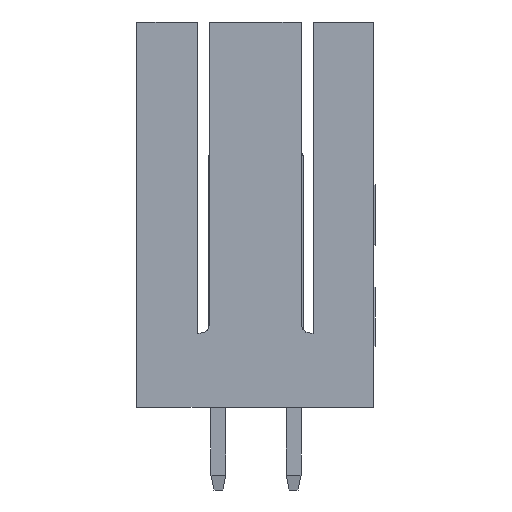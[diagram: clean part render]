
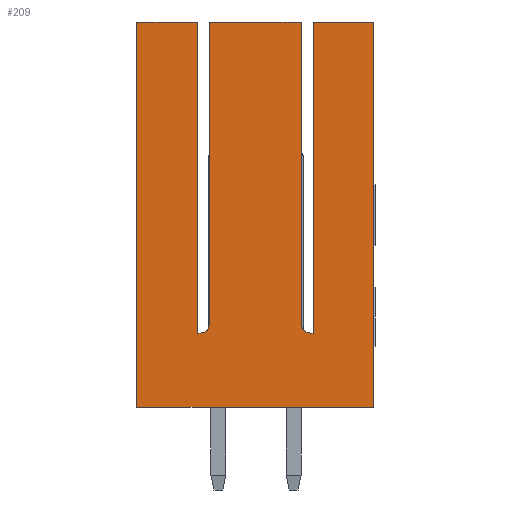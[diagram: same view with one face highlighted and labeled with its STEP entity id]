
A CAD part, left-side view. The second image highlights one B-rep face of the part: STEP entity #209.
In plain terms, the highlighted planar face has unit normal (-1, 0, 0).
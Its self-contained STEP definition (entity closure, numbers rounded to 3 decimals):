
#30=CARTESIAN_POINT('',(-16.41,0.025,0.));
#31=DIRECTION('',(0.,-1.,0.));
#32=DIRECTION('',(-1.,0.,0.));
#33=AXIS2_PLACEMENT_3D('',#30,#32,#31);
#34=PLANE('',#33);
#35=CARTESIAN_POINT('',(-16.41,1.875,-4.));
#36=VERTEX_POINT('',#35);
#37=CARTESIAN_POINT('',(-16.41,1.975,-4.));
#38=VERTEX_POINT('',#37);
#39=CARTESIAN_POINT('',(-16.41,1.875,-4.));
#40=CARTESIAN_POINT('',(-16.41,1.895,-4.));
#41=CARTESIAN_POINT('',(-16.41,1.915,-4.));
#42=CARTESIAN_POINT('',(-16.41,1.935,-4.));
#43=CARTESIAN_POINT('',(-16.41,1.955,-4.));
#44=CARTESIAN_POINT('',(-16.41,1.975,-4.));
#45=B_SPLINE_CURVE_WITH_KNOTS('',5,(#39,#40,#41,#42,#43,#44),.UNSPECIFIED.,.F.,.U.,(6,6),(0.,0.1),.UNSPECIFIED.);
#46=EDGE_CURVE('',#36,#38,#45,.T.);
#47=ORIENTED_EDGE('',*,*,#46,.T.);
#48=CARTESIAN_POINT('',(-16.41,1.975,6.5));
#49=VERTEX_POINT('',#48);
#50=CARTESIAN_POINT('',(-16.41,1.975,-4.));
#51=CARTESIAN_POINT('',(-16.41,1.975,-1.9));
#52=CARTESIAN_POINT('',(-16.41,1.975,0.2));
#53=CARTESIAN_POINT('',(-16.41,1.975,2.3));
#54=CARTESIAN_POINT('',(-16.41,1.975,4.4));
#55=CARTESIAN_POINT('',(-16.41,1.975,6.5));
#56=B_SPLINE_CURVE_WITH_KNOTS('',5,(#50,#51,#52,#53,#54,#55),.UNSPECIFIED.,.F.,.U.,(6,6),(0.,10.5),.UNSPECIFIED.);
#57=EDGE_CURVE('',#38,#49,#56,.T.);
#58=ORIENTED_EDGE('',*,*,#57,.T.);
#59=CARTESIAN_POINT('',(-16.41,4.025,6.5));
#60=VERTEX_POINT('',#59);
#61=CARTESIAN_POINT('',(-16.41,1.975,6.5));
#62=CARTESIAN_POINT('',(-16.41,2.385,6.5));
#63=CARTESIAN_POINT('',(-16.41,2.795,6.5));
#64=CARTESIAN_POINT('',(-16.41,3.205,6.5));
#65=CARTESIAN_POINT('',(-16.41,3.615,6.5));
#66=CARTESIAN_POINT('',(-16.41,4.025,6.5));
#67=B_SPLINE_CURVE_WITH_KNOTS('',5,(#61,#62,#63,#64,#65,#66),.UNSPECIFIED.,.F.,.U.,(6,6),(0.,2.05),.UNSPECIFIED.);
#68=EDGE_CURVE('',#49,#60,#67,.T.);
#69=ORIENTED_EDGE('',*,*,#68,.T.);
#70=CARTESIAN_POINT('',(-16.41,4.025,-6.5));
#71=VERTEX_POINT('',#70);
#72=CARTESIAN_POINT('',(-16.41,4.025,6.5));
#73=CARTESIAN_POINT('',(-16.41,4.025,3.9));
#74=CARTESIAN_POINT('',(-16.41,4.025,1.3));
#75=CARTESIAN_POINT('',(-16.41,4.025,-1.3));
#76=CARTESIAN_POINT('',(-16.41,4.025,-3.9));
#77=CARTESIAN_POINT('',(-16.41,4.025,-6.5));
#78=B_SPLINE_CURVE_WITH_KNOTS('',5,(#72,#73,#74,#75,#76,#77),.UNSPECIFIED.,.F.,.U.,(6,6),(0.,13.),.UNSPECIFIED.);
#79=EDGE_CURVE('',#60,#71,#78,.T.);
#80=ORIENTED_EDGE('',*,*,#79,.T.);
#81=CARTESIAN_POINT('',(-16.41,-3.975,-6.5));
#82=VERTEX_POINT('',#81);
#83=CARTESIAN_POINT('',(-16.41,4.025,-6.5));
#84=CARTESIAN_POINT('',(-16.41,2.425,-6.5));
#85=CARTESIAN_POINT('',(-16.41,0.825,-6.5));
#86=CARTESIAN_POINT('',(-16.41,-0.775,-6.5));
#87=CARTESIAN_POINT('',(-16.41,-2.375,-6.5));
#88=CARTESIAN_POINT('',(-16.41,-3.975,-6.5));
#89=B_SPLINE_CURVE_WITH_KNOTS('',5,(#83,#84,#85,#86,#87,#88),.UNSPECIFIED.,.F.,.U.,(6,6),(0.,8.),.UNSPECIFIED.);
#90=EDGE_CURVE('',#71,#82,#89,.T.);
#91=ORIENTED_EDGE('',*,*,#90,.T.);
#92=CARTESIAN_POINT('',(-16.41,-3.975,6.5));
#93=VERTEX_POINT('',#92);
#94=CARTESIAN_POINT('',(-16.41,-3.975,-6.5));
#95=CARTESIAN_POINT('',(-16.41,-3.975,-3.9));
#96=CARTESIAN_POINT('',(-16.41,-3.975,-1.3));
#97=CARTESIAN_POINT('',(-16.41,-3.975,1.3));
#98=CARTESIAN_POINT('',(-16.41,-3.975,3.9));
#99=CARTESIAN_POINT('',(-16.41,-3.975,6.5));
#100=B_SPLINE_CURVE_WITH_KNOTS('',5,(#94,#95,#96,#97,#98,#99),.UNSPECIFIED.,.F.,.U.,(6,6),(0.,13.),.UNSPECIFIED.);
#101=EDGE_CURVE('',#82,#93,#100,.T.);
#102=ORIENTED_EDGE('',*,*,#101,.T.);
#103=CARTESIAN_POINT('',(-16.41,-1.925,6.5));
#104=VERTEX_POINT('',#103);
#105=CARTESIAN_POINT('',(-16.41,-3.975,6.5));
#106=CARTESIAN_POINT('',(-16.41,-3.565,6.5));
#107=CARTESIAN_POINT('',(-16.41,-3.155,6.5));
#108=CARTESIAN_POINT('',(-16.41,-2.745,6.5));
#109=CARTESIAN_POINT('',(-16.41,-2.335,6.5));
#110=CARTESIAN_POINT('',(-16.41,-1.925,6.5));
#111=B_SPLINE_CURVE_WITH_KNOTS('',5,(#105,#106,#107,#108,#109,#110),.UNSPECIFIED.,.F.,.U.,(6,6),(0.,2.05),.UNSPECIFIED.);
#112=EDGE_CURVE('',#93,#104,#111,.T.);
#113=ORIENTED_EDGE('',*,*,#112,.T.);
#114=CARTESIAN_POINT('',(-16.41,-1.925,-4.));
#115=VERTEX_POINT('',#114);
#116=CARTESIAN_POINT('',(-16.41,-1.925,6.5));
#117=CARTESIAN_POINT('',(-16.41,-1.925,4.4));
#118=CARTESIAN_POINT('',(-16.41,-1.925,2.3));
#119=CARTESIAN_POINT('',(-16.41,-1.925,0.2));
#120=CARTESIAN_POINT('',(-16.41,-1.925,-1.9));
#121=CARTESIAN_POINT('',(-16.41,-1.925,-4.));
#122=B_SPLINE_CURVE_WITH_KNOTS('',5,(#116,#117,#118,#119,#120,#121),.UNSPECIFIED.,.F.,.U.,(6,6),(0.,10.5),.UNSPECIFIED.);
#123=EDGE_CURVE('',#104,#115,#122,.T.);
#124=ORIENTED_EDGE('',*,*,#123,.T.);
#125=CARTESIAN_POINT('',(-16.41,-1.825,-4.));
#126=VERTEX_POINT('',#125);
#127=CARTESIAN_POINT('',(-16.41,-1.925,-4.));
#128=CARTESIAN_POINT('',(-16.41,-1.905,-4.));
#129=CARTESIAN_POINT('',(-16.41,-1.885,-4.));
#130=CARTESIAN_POINT('',(-16.41,-1.865,-4.));
#131=CARTESIAN_POINT('',(-16.41,-1.845,-4.));
#132=CARTESIAN_POINT('',(-16.41,-1.825,-4.));
#133=B_SPLINE_CURVE_WITH_KNOTS('',5,(#127,#128,#129,#130,#131,#132),.UNSPECIFIED.,.F.,.U.,(6,6),(0.,0.1),.UNSPECIFIED.);
#134=EDGE_CURVE('',#115,#126,#133,.T.);
#135=ORIENTED_EDGE('',*,*,#134,.T.);
#136=CARTESIAN_POINT('',(-16.41,-1.525,-3.7));
#137=VERTEX_POINT('',#136);
#138=CARTESIAN_POINT('',(-16.41,-1.825,-4.));
#139=CARTESIAN_POINT('',(-16.41,-1.801,-4.));
#140=CARTESIAN_POINT('',(-16.41,-1.778,-3.998));
#141=CARTESIAN_POINT('',(-16.41,-1.755,-3.993));
#142=CARTESIAN_POINT('',(-16.41,-1.709,-3.979));
#143=CARTESIAN_POINT('',(-16.41,-1.668,-3.957));
#144=CARTESIAN_POINT('',(-16.41,-1.648,-3.944));
#145=CARTESIAN_POINT('',(-16.41,-1.611,-3.914));
#146=CARTESIAN_POINT('',(-16.41,-1.581,-3.877));
#147=CARTESIAN_POINT('',(-16.41,-1.568,-3.857));
#148=CARTESIAN_POINT('',(-16.41,-1.546,-3.816));
#149=CARTESIAN_POINT('',(-16.41,-1.532,-3.77));
#150=CARTESIAN_POINT('',(-16.41,-1.527,-3.747));
#151=CARTESIAN_POINT('',(-16.41,-1.525,-3.724));
#152=CARTESIAN_POINT('',(-16.41,-1.525,-3.7));
#153=B_SPLINE_CURVE_WITH_KNOTS('',5,(#138,#139,#140,#141,#142,#143,#144,#145,#146,#147,#148,#149,#150,#151,#152),.UNSPECIFIED.,.F.,.U.,(6,3,3,3,6),(0.,0.393,0.785,1.178,1.571),.UNSPECIFIED.);
#154=EDGE_CURVE('',#126,#137,#153,.T.);
#155=ORIENTED_EDGE('',*,*,#154,.T.);
#156=CARTESIAN_POINT('',(-16.41,-1.525,6.5));
#157=VERTEX_POINT('',#156);
#158=CARTESIAN_POINT('',(-16.41,-1.525,-3.7));
#159=CARTESIAN_POINT('',(-16.41,-1.525,-1.66));
#160=CARTESIAN_POINT('',(-16.41,-1.525,0.38));
#161=CARTESIAN_POINT('',(-16.41,-1.525,2.42));
#162=CARTESIAN_POINT('',(-16.41,-1.525,4.46));
#163=CARTESIAN_POINT('',(-16.41,-1.525,6.5));
#164=B_SPLINE_CURVE_WITH_KNOTS('',5,(#158,#159,#160,#161,#162,#163),.UNSPECIFIED.,.F.,.U.,(6,6),(0.,10.2),.UNSPECIFIED.);
#165=EDGE_CURVE('',#137,#157,#164,.T.);
#166=ORIENTED_EDGE('',*,*,#165,.T.);
#167=CARTESIAN_POINT('',(-16.41,1.575,6.5));
#168=VERTEX_POINT('',#167);
#169=CARTESIAN_POINT('',(-16.41,-1.525,6.5));
#170=CARTESIAN_POINT('',(-16.41,-0.905,6.5));
#171=CARTESIAN_POINT('',(-16.41,-0.285,6.5));
#172=CARTESIAN_POINT('',(-16.41,0.335,6.5));
#173=CARTESIAN_POINT('',(-16.41,0.955,6.5));
#174=CARTESIAN_POINT('',(-16.41,1.575,6.5));
#175=B_SPLINE_CURVE_WITH_KNOTS('',5,(#169,#170,#171,#172,#173,#174),.UNSPECIFIED.,.F.,.U.,(6,6),(0.,3.1),.UNSPECIFIED.);
#176=EDGE_CURVE('',#157,#168,#175,.T.);
#177=ORIENTED_EDGE('',*,*,#176,.T.);
#178=CARTESIAN_POINT('',(-16.41,1.575,-3.7));
#179=VERTEX_POINT('',#178);
#180=CARTESIAN_POINT('',(-16.41,1.575,6.5));
#181=CARTESIAN_POINT('',(-16.41,1.575,4.46));
#182=CARTESIAN_POINT('',(-16.41,1.575,2.42));
#183=CARTESIAN_POINT('',(-16.41,1.575,0.38));
#184=CARTESIAN_POINT('',(-16.41,1.575,-1.66));
#185=CARTESIAN_POINT('',(-16.41,1.575,-3.7));
#186=B_SPLINE_CURVE_WITH_KNOTS('',5,(#180,#181,#182,#183,#184,#185),.UNSPECIFIED.,.F.,.U.,(6,6),(0.,10.2),.UNSPECIFIED.);
#187=EDGE_CURVE('',#168,#179,#186,.T.);
#188=ORIENTED_EDGE('',*,*,#187,.T.);
#189=CARTESIAN_POINT('',(-16.41,1.575,-3.7));
#190=CARTESIAN_POINT('',(-16.41,1.575,-3.724));
#191=CARTESIAN_POINT('',(-16.41,1.577,-3.747));
#192=CARTESIAN_POINT('',(-16.41,1.582,-3.77));
#193=CARTESIAN_POINT('',(-16.41,1.596,-3.816));
#194=CARTESIAN_POINT('',(-16.41,1.618,-3.857));
#195=CARTESIAN_POINT('',(-16.41,1.631,-3.877));
#196=CARTESIAN_POINT('',(-16.41,1.661,-3.914));
#197=CARTESIAN_POINT('',(-16.41,1.698,-3.944));
#198=CARTESIAN_POINT('',(-16.41,1.718,-3.957));
#199=CARTESIAN_POINT('',(-16.41,1.759,-3.979));
#200=CARTESIAN_POINT('',(-16.41,1.805,-3.993));
#201=CARTESIAN_POINT('',(-16.41,1.828,-3.998));
#202=CARTESIAN_POINT('',(-16.41,1.851,-4.));
#203=CARTESIAN_POINT('',(-16.41,1.875,-4.));
#204=B_SPLINE_CURVE_WITH_KNOTS('',5,(#189,#190,#191,#192,#193,#194,#195,#196,#197,#198,#199,#200,#201,#202,#203),.UNSPECIFIED.,.F.,.U.,(6,3,3,3,6),(0.,0.393,0.785,1.178,1.571),.UNSPECIFIED.);
#205=EDGE_CURVE('',#179,#36,#204,.T.);
#206=ORIENTED_EDGE('',*,*,#205,.T.);
#207=EDGE_LOOP('',(#47,#58,#69,#80,#91,#102,#113,#124,#135,#155,#166,#177,#188,#206));
#208=FACE_OUTER_BOUND('',#207,.T.);
#209=ADVANCED_FACE('',(#208),#34,.T.);
